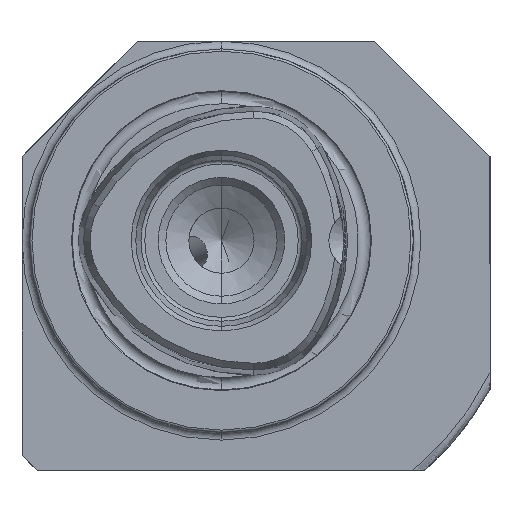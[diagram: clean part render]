
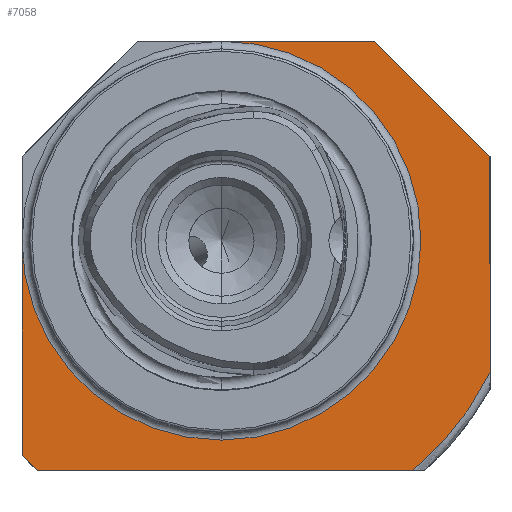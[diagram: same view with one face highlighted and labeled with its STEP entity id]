
A CAD part, left-side view. The second image highlights one B-rep face of the part: STEP entity #7058.
In plain terms, the highlighted planar face has unit normal (-1, 0, 0).
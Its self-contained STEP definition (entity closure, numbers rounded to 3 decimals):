
#104 = EDGE_CURVE ( 'NONE', #1222, #1142, #6483, .T. ) ;
#169 = EDGE_CURVE ( 'NONE', #956, #2165, #6838, .T. ) ;
#171 = EDGE_CURVE ( 'NONE', #1326, #1153, #6807, .T. ) ;
#227 = AXIS2_PLACEMENT_3D ( 'NONE', #1705, #1706, #1707 ) ;
#628 = CARTESIAN_POINT ( 'NONE',  ( 21., 26., 0. ) ) ;
#676 = CARTESIAN_POINT ( 'NONE',  ( 21., 0., 26. ) ) ;
#677 = CARTESIAN_POINT ( 'NONE',  ( 21., -35., -17.205 ) ) ;
#956 = VERTEX_POINT ( 'NONE', #628 ) ;
#1142 = VERTEX_POINT ( 'NONE', #676 ) ;
#1153 = VERTEX_POINT ( 'NONE', #677 ) ;
#1222 = VERTEX_POINT ( 'NONE', #5937 ) ;
#1326 = VERTEX_POINT ( 'NONE', #5992 ) ;
#1349 = VERTEX_POINT ( 'NONE', #5996 ) ;
#1385 = CARTESIAN_POINT ( 'NONE',  ( 21., 26., 0. ) ) ;
#1387 = PLANE ( 'NONE',  #4633 ) ;
#1390 = DIRECTION ( 'NONE',  ( 1., 0., 0. ) ) ;
#1391 = DIRECTION ( 'NONE',  ( 0., 0., -1. ) ) ;
#1658 = CARTESIAN_POINT ( 'NONE',  ( 21., 26., -30. ) ) ;
#1659 = DIRECTION ( 'NONE',  ( 0., -1., 0. ) ) ;
#1705 = CARTESIAN_POINT ( 'NONE',  ( 21., 0., 0. ) ) ;
#1706 = DIRECTION ( 'NONE',  ( -1., 0., 0. ) ) ;
#1707 = DIRECTION ( 'NONE',  ( 0., 0., 1. ) ) ;
#1806 = AXIS2_PLACEMENT_3D ( 'NONE', #3874, #3875, #3876 ) ;
#1826 = EDGE_CURVE ( 'NONE', #1349, #2185, #4925, .T. ) ;
#1841 = EDGE_CURVE ( 'NONE', #2165, #2275, #5001, .T. ) ;
#1851 = EDGE_CURVE ( 'NONE', #1153, #1349, #5086, .T. ) ;
#1874 = EDGE_CURVE ( 'NONE', #2275, #1326, #4998, .T. ) ;
#1887 = EDGE_CURVE ( 'NONE', #956, #1222, #4916, .T. ) ;
#1926 = EDGE_CURVE ( 'NONE', #2185, #1142, #4920, .T. ) ;
#2165 = VERTEX_POINT ( 'NONE', #5787 ) ;
#2185 = VERTEX_POINT ( 'NONE', #5798 ) ;
#2275 = VERTEX_POINT ( 'NONE', #5845 ) ;
#2295 = EDGE_LOOP ( 'NONE', ( #6202, #6116, #6204, #6094, #6056, #6177, #6141, #6077, #6192 ) ) ;
#3373 = CARTESIAN_POINT ( 'NONE',  ( 21., -20., 26. ) ) ;
#3382 = DIRECTION ( 'NONE',  ( 0., 1., 0. ) ) ;
#3547 = FACE_OUTER_BOUND ( 'NONE', #2295, .T. ) ;
#3567 = CARTESIAN_POINT ( 'NONE',  ( 21., 0., 0. ) ) ;
#3568 = DIRECTION ( 'NONE',  ( -1., 0., 0. ) ) ;
#3569 = DIRECTION ( 'NONE',  ( 0., 0., 1. ) ) ;
#3733 = DIRECTION ( 'NONE',  ( 0., -0.707, -0.707 ) ) ;
#3737 = CARTESIAN_POINT ( 'NONE',  ( 21., 24., -30. ) ) ;
#3764 = CARTESIAN_POINT ( 'NONE',  ( 21., -35., -30. ) ) ;
#3765 = DIRECTION ( 'NONE',  ( 0., 0., 1. ) ) ;
#3868 = CARTESIAN_POINT ( 'NONE',  ( 21., 26., 11. ) ) ;
#3870 = DIRECTION ( 'NONE',  ( 0., 0., -1. ) ) ;
#3874 = CARTESIAN_POINT ( 'NONE',  ( 21., 0., 0. ) ) ;
#3875 = DIRECTION ( 'NONE',  ( -1., 0., 0. ) ) ;
#3876 = DIRECTION ( 'NONE',  ( 0., 0., 1. ) ) ;
#4633 = AXIS2_PLACEMENT_3D ( 'NONE', #1385, #1390, #1391 ) ;
#4916 = CIRCLE ( 'NONE', #227, 26. ) ;
#4917 = VECTOR ( 'NONE', #3733, 1000. ) ;
#4918 = VECTOR ( 'NONE', #6003, 1000. ) ;
#4920 = LINE ( 'NONE', #3373, #5081 ) ;
#4925 = LINE ( 'NONE', #6005, #4918 ) ;
#4998 = LINE ( 'NONE', #1658, #5054 ) ;
#5000 = VECTOR ( 'NONE', #3765, 1000. ) ;
#5001 = LINE ( 'NONE', #3737, #4917 ) ;
#5054 = VECTOR ( 'NONE', #1659, 1000. ) ;
#5081 = VECTOR ( 'NONE', #3382, 1000. ) ;
#5086 = LINE ( 'NONE', #3764, #5000 ) ;
#5787 = CARTESIAN_POINT ( 'NONE',  ( 21., 26., -28. ) ) ;
#5798 = CARTESIAN_POINT ( 'NONE',  ( 21., -20., 26. ) ) ;
#5845 = CARTESIAN_POINT ( 'NONE',  ( 21., 24., -30. ) ) ;
#5937 = CARTESIAN_POINT ( 'NONE',  ( 21., 0., -26. ) ) ;
#5992 = CARTESIAN_POINT ( 'NONE',  ( 21., -24.92, -30. ) ) ;
#5996 = CARTESIAN_POINT ( 'NONE',  ( 21., -35., 11. ) ) ;
#6003 = DIRECTION ( 'NONE',  ( 0., 0.707, 0.707 ) ) ;
#6005 = CARTESIAN_POINT ( 'NONE',  ( 21., -20., 26. ) ) ;
#6056 = ORIENTED_EDGE ( 'NONE', *, *, #1851, .T. ) ;
#6077 = ORIENTED_EDGE ( 'NONE', *, *, #104, .F. ) ;
#6094 = ORIENTED_EDGE ( 'NONE', *, *, #171, .T. ) ;
#6116 = ORIENTED_EDGE ( 'NONE', *, *, #1841, .T. ) ;
#6141 = ORIENTED_EDGE ( 'NONE', *, *, #1926, .T. ) ;
#6177 = ORIENTED_EDGE ( 'NONE', *, *, #1826, .T. ) ;
#6192 = ORIENTED_EDGE ( 'NONE', *, *, #1887, .F. ) ;
#6202 = ORIENTED_EDGE ( 'NONE', *, *, #169, .T. ) ;
#6204 = ORIENTED_EDGE ( 'NONE', *, *, #1874, .T. ) ;
#6483 = CIRCLE ( 'NONE', #7108, 26. ) ;
#6765 = VECTOR ( 'NONE', #3870, 1000. ) ;
#6807 = CIRCLE ( 'NONE', #1806, 39. ) ;
#6838 = LINE ( 'NONE', #3868, #6765 ) ;
#7058 = ADVANCED_FACE ( 'NONE', ( #3547 ), #1387, .F. ) ;
#7108 = AXIS2_PLACEMENT_3D ( 'NONE', #3567, #3568, #3569 ) ;
